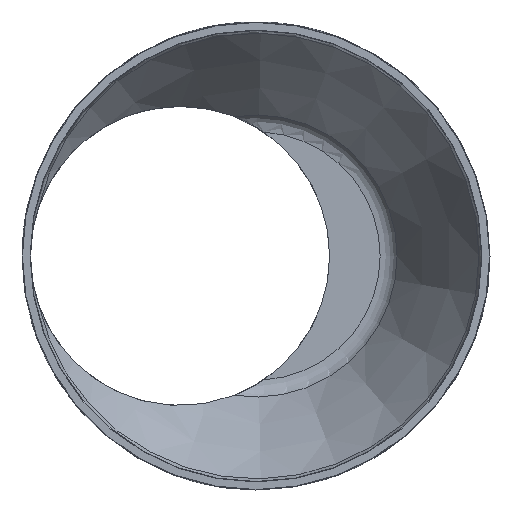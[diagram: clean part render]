
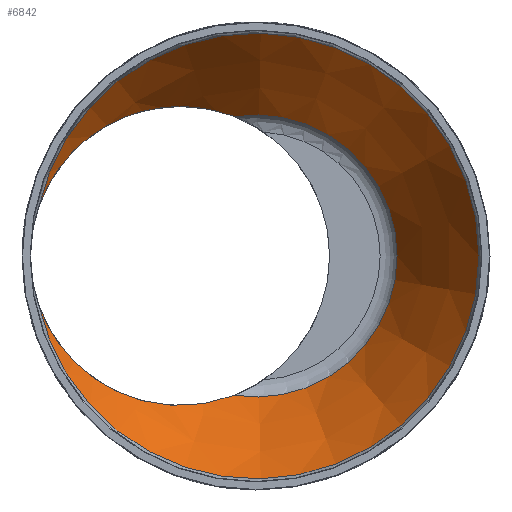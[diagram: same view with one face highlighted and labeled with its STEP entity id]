
A CAD part, left-side view. The second image highlights one B-rep face of the part: STEP entity #6842.
In plain terms, the highlighted conical face has half-angle 30 degrees and reference radius 58.767 mm.
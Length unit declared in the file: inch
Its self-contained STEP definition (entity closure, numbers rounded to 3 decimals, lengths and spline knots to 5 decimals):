
#18=CONICAL_SURFACE('',#7194,2.31365,30.);
#467=B_SPLINE_CURVE_WITH_KNOTS('',3,(#15516,#15517,#15518,#15519,#15520,
#15521,#15522,#15523,#15524,#15525,#15526,#15527,#15528,#15529,#15530,#15531,
#15532,#15533,#15534,#15535),.UNSPECIFIED.,.F.,.F.,(4,2,2,2,2,2,2,2,2,4),
(1.4724,2.91173,4.3676,5.82347,6.61196,
7.40044,8.18893,8.97742,9.68084,10.28662),
 .UNSPECIFIED.);
#470=B_SPLINE_CURVE_WITH_KNOTS('',3,(#15563,#15564,#15565,#15566,#15567,
#15568,#15569,#15570,#15571,#15572,#15573,#15574,#15575,#15576,#15577,#15578,
#15579,#15580,#15581,#15582),.UNSPECIFIED.,.F.,.F.,(4,2,2,2,2,2,2,2,2,4),
(13.29557,13.90135,14.60477,15.39326,16.18175,
16.97024,17.75872,19.21459,20.67046,22.10979),
 .UNSPECIFIED.);
#2069=FACE_OUTER_BOUND('',#2487,.T.);
#2487=EDGE_LOOP('',(#6399,#6400,#6401,#6402));
#2623=CIRCLE('',#7182,2.85751);
#2627=CIRCLE('',#7192,1.80847);
#3332=VERTEX_POINT('',#15499);
#3333=VERTEX_POINT('',#15508);
#3334=VERTEX_POINT('',#15515);
#3337=VERTEX_POINT('',#15549);
#4350=EDGE_CURVE('',#3334,#3333,#467,.T.);
#4354=EDGE_CURVE('',#3332,#3337,#470,.T.);
#4359=EDGE_CURVE('',#3332,#3333,#2623,.T.);
#4363=EDGE_CURVE('',#3334,#3337,#2627,.T.);
#6399=ORIENTED_EDGE('',*,*,#4350,.T.);
#6400=ORIENTED_EDGE('',*,*,#4359,.F.);
#6401=ORIENTED_EDGE('',*,*,#4354,.T.);
#6402=ORIENTED_EDGE('',*,*,#4363,.F.);
#6842=ADVANCED_FACE('',(#2069),#18,.F.);
#7182=AXIS2_PLACEMENT_3D('',#15593,#8311,#8312);
#7192=AXIS2_PLACEMENT_3D('',#15606,#8331,#8332);
#7194=AXIS2_PLACEMENT_3D('',#15608,#8335,#8336);
#8311=DIRECTION('center_axis',(1.,0.,0.));
#8312=DIRECTION('ref_axis',(0.,-1.,0.));
#8331=DIRECTION('center_axis',(-1.,0.,0.));
#8332=DIRECTION('ref_axis',(0.,-1.,0.));
#8335=DIRECTION('center_axis',(-1.,0.,0.));
#8336=DIRECTION('ref_axis',(0.,1.,0.));
#15499=CARTESIAN_POINT('',(0.55801,2.79216,0.6076));
#15508=CARTESIAN_POINT('',(0.55801,2.79216,-0.6076));
#15515=CARTESIAN_POINT('',(2.375,0.27944,-1.78675));
#15516=CARTESIAN_POINT('Ctrl Pts',(2.375,0.27944,-1.78675));
#15517=CARTESIAN_POINT('Ctrl Pts',(2.24464,0.41919,-1.84107));
#15518=CARTESIAN_POINT('Ctrl Pts',(2.1138,0.56834,-1.87998));
#15519=CARTESIAN_POINT('Ctrl Pts',(1.85739,0.87731,-1.92096));
#15520=CARTESIAN_POINT('Ctrl Pts',(1.73173,1.0374,-1.92261));
#15521=CARTESIAN_POINT('Ctrl Pts',(1.49347,1.35497,-1.88555));
#15522=CARTESIAN_POINT('Ctrl Pts',(1.38086,1.51243,-1.84683));
#15523=CARTESIAN_POINT('Ctrl Pts',(1.22126,1.74347,-1.75794));
#15524=CARTESIAN_POINT('Ctrl Pts',(1.1646,1.82716,-1.71931));
#15525=CARTESIAN_POINT('Ctrl Pts',(1.05439,1.99303,-1.6265));
#15526=CARTESIAN_POINT('Ctrl Pts',(1.00085,2.0752,-1.57231));
#15527=CARTESIAN_POINT('Ctrl Pts',(0.90024,2.2321,-1.44982));
#15528=CARTESIAN_POINT('Ctrl Pts',(0.85312,2.30689,-1.38146));
#15529=CARTESIAN_POINT('Ctrl Pts',(0.76766,2.44426,-1.23424));
#15530=CARTESIAN_POINT('Ctrl Pts',(0.72931,2.50684,-1.15537));
#15531=CARTESIAN_POINT('Ctrl Pts',(0.66623,2.61071,-1.00186));
#15532=CARTESIAN_POINT('Ctrl Pts',(0.63827,2.65722,-0.92227));
#15533=CARTESIAN_POINT('Ctrl Pts',(0.59244,2.73398,-0.76419));
#15534=CARTESIAN_POINT('Ctrl Pts',(0.57369,2.7656,-0.68707));
#15535=CARTESIAN_POINT('Ctrl Pts',(0.55801,2.79216,-0.6076));
#15549=CARTESIAN_POINT('',(2.375,0.27944,1.78675));
#15563=CARTESIAN_POINT('Ctrl Pts',(0.55801,2.79216,0.6076));
#15564=CARTESIAN_POINT('Ctrl Pts',(0.57369,2.7656,0.68707));
#15565=CARTESIAN_POINT('Ctrl Pts',(0.59244,2.73398,0.76419));
#15566=CARTESIAN_POINT('Ctrl Pts',(0.63827,2.65722,0.92227));
#15567=CARTESIAN_POINT('Ctrl Pts',(0.66623,2.61071,1.00186));
#15568=CARTESIAN_POINT('Ctrl Pts',(0.72931,2.50684,1.15537));
#15569=CARTESIAN_POINT('Ctrl Pts',(0.76766,2.44426,1.23424));
#15570=CARTESIAN_POINT('Ctrl Pts',(0.85312,2.30689,1.38146));
#15571=CARTESIAN_POINT('Ctrl Pts',(0.90024,2.2321,1.44982));
#15572=CARTESIAN_POINT('Ctrl Pts',(1.00085,2.0752,1.57231));
#15573=CARTESIAN_POINT('Ctrl Pts',(1.05439,1.99303,1.6265));
#15574=CARTESIAN_POINT('Ctrl Pts',(1.1646,1.82716,1.71931));
#15575=CARTESIAN_POINT('Ctrl Pts',(1.22126,1.74347,1.75794));
#15576=CARTESIAN_POINT('Ctrl Pts',(1.38086,1.51243,1.84683));
#15577=CARTESIAN_POINT('Ctrl Pts',(1.49347,1.35497,1.88555));
#15578=CARTESIAN_POINT('Ctrl Pts',(1.73173,1.0374,1.92261));
#15579=CARTESIAN_POINT('Ctrl Pts',(1.85739,0.87731,1.92096));
#15580=CARTESIAN_POINT('Ctrl Pts',(2.1138,0.56834,1.87998));
#15581=CARTESIAN_POINT('Ctrl Pts',(2.24464,0.41919,1.84107));
#15582=CARTESIAN_POINT('Ctrl Pts',(2.375,0.27944,1.78675));
#15593=CARTESIAN_POINT('Origin',(0.55801,0.,0.));
#15606=CARTESIAN_POINT('Origin',(2.375,0.,0.));
#15608=CARTESIAN_POINT('Origin',(1.5,0.,0.));
